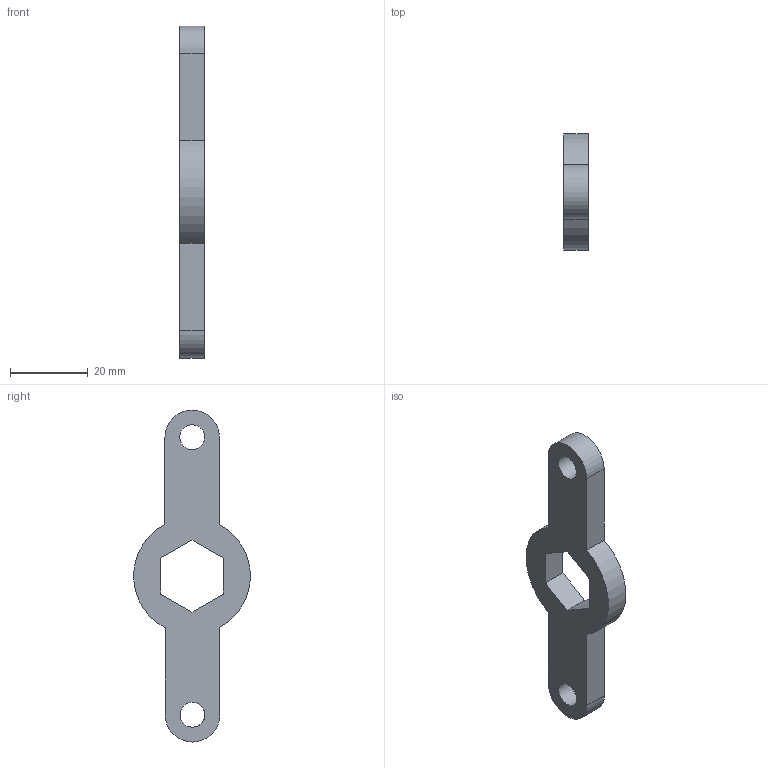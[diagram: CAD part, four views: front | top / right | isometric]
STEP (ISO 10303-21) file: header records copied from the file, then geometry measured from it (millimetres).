
FILE_DESCRIPTION(/* description */ (''),/* implementation_level */ '2;1');
FILE_NAME(/* name */ 'cec156b0-bafa-4630-8e56-0a801b37bd43.stp',/* time_stamp */ '2016-08-08T14:25:06-07:00',/* author */ (''),/* organization */ (''),/* preprocessor_version */ 'ST-DEVELOPER v16.5',/* originating_system */ 'Autodesk Translation Framework v5.1.0.3141',/* authorisation */ '');
FILE_SCHEMA (('AUTOMOTIVE_DESIGN { 1 0 10303 214 3 1 1 }'));
Length unit declared in the file: centimetre
Products named in the file (1): SP Pan Plate (1)
Bounding box: 6.35 x 29.9 x 85.36 mm (x, y, z)
Volume: 7429.1 mm3; surface area: 4209.2 mm2
Topology: 1 solids, 1 shells, 21 faces, 58 edges, 39 vertices
Faces by surface type: plane 14, cylinder 7
Full cylindrical faces by diameter (mm): 6.4 x2
Entity records: 698 total; most frequent: CARTESIAN_POINT 115, DIRECTION 113, ORIENTED_EDGE 110, EDGE_CURVE 55, LINE 41, VECTOR 41, VERTEX_POINT 38, AXIS2_PLACEMENT_3D 36
